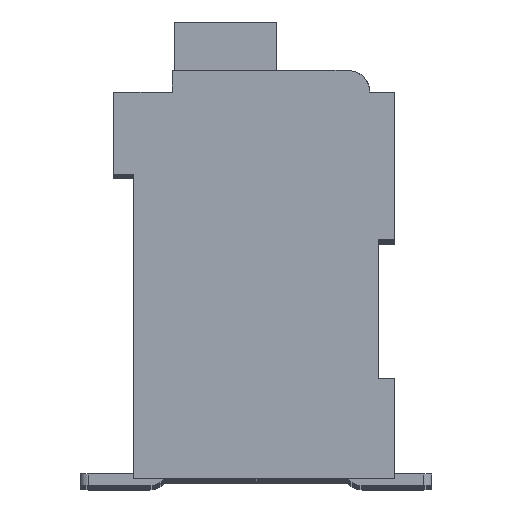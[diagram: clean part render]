
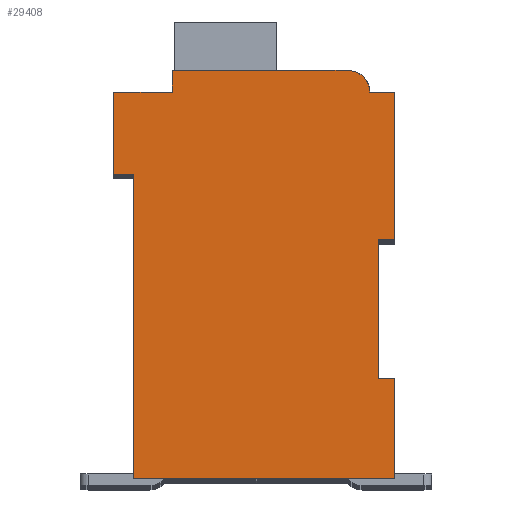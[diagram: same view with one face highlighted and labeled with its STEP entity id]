
A CAD part, top view. The second image highlights one B-rep face of the part: STEP entity #29408.
In plain terms, the highlighted planar face has unit normal (0, 0, 1).
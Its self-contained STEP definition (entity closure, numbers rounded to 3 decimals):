
#2834=DIRECTION('',(1.,0.,0.));
#2835=VECTOR('',#2834,0.5);
#2836=CARTESIAN_POINT('',(7.3,7.15,2.1));
#2837=LINE('',#2836,#2835);
#2838=DIRECTION('',(0.,1.,0.));
#2839=VECTOR('',#2838,4.15);
#2840=CARTESIAN_POINT('',(7.3,3.,2.1));
#2841=LINE('',#2840,#2839);
#2842=DIRECTION('',(-1.,0.,0.));
#2843=VECTOR('',#2842,0.5);
#2844=CARTESIAN_POINT('',(7.8,3.,2.1));
#2845=LINE('',#2844,#2843);
#2846=DIRECTION('',(0.,1.,0.));
#2847=VECTOR('',#2846,3.);
#2848=CARTESIAN_POINT('',(7.8,0.,2.1));
#2849=LINE('',#2848,#2847);
#2850=DIRECTION('',(1.,0.,0.));
#2851=VECTOR('',#2850,7.8);
#2852=CARTESIAN_POINT('',(0.,0.,2.1));
#2853=LINE('',#2852,#2851);
#2854=DIRECTION('',(0.,-1.,0.));
#2855=VECTOR('',#2854,9.1);
#2856=CARTESIAN_POINT('',(0.,9.1,2.1));
#2857=LINE('',#2856,#2855);
#2858=DIRECTION('',(1.,0.,0.));
#2859=VECTOR('',#2858,0.6);
#2860=CARTESIAN_POINT('',(-0.6,9.1,2.1));
#2861=LINE('',#2860,#2859);
#2862=DIRECTION('',(0.,-1.,0.));
#2863=VECTOR('',#2862,2.45);
#2864=CARTESIAN_POINT('',(-0.6,11.55,2.1));
#2865=LINE('',#2864,#2863);
#2866=DIRECTION('',(-1.,0.,0.));
#2867=VECTOR('',#2866,1.75);
#2868=CARTESIAN_POINT('',(1.15,11.55,2.1));
#2869=LINE('',#2868,#2867);
#2870=DIRECTION('',(0.,-1.,0.));
#2871=VECTOR('',#2870,0.65);
#2872=CARTESIAN_POINT('',(1.15,12.2,2.1));
#2873=LINE('',#2872,#2871);
#2874=DIRECTION('',(-1.,0.,0.));
#2875=VECTOR('',#2874,5.25);
#2876=CARTESIAN_POINT('',(6.4,12.2,2.1));
#2877=LINE('',#2876,#2875);
#2878=CARTESIAN_POINT('',(6.4,11.55,2.1));
#2879=DIRECTION('',(0.,0.,1.));
#2880=DIRECTION('',(1.,0.,0.));
#2881=AXIS2_PLACEMENT_3D('',#2878,#2879,#2880);
#2883=DIRECTION('',(-1.,0.,0.));
#2884=VECTOR('',#2883,0.75);
#2885=CARTESIAN_POINT('',(7.8,11.55,2.1));
#2886=LINE('',#2885,#2884);
#2887=DIRECTION('',(0.,1.,0.));
#2888=VECTOR('',#2887,4.4);
#2889=CARTESIAN_POINT('',(7.8,7.15,2.1));
#2890=LINE('',#2889,#2888);
#20539=CARTESIAN_POINT('',(7.3,7.15,2.1));
#20540=CARTESIAN_POINT('',(7.8,7.15,2.1));
#20541=VERTEX_POINT('',#20539);
#20542=VERTEX_POINT('',#20540);
#20543=CARTESIAN_POINT('',(7.8,11.55,2.1));
#20544=VERTEX_POINT('',#20543);
#20545=CARTESIAN_POINT('',(7.05,11.55,2.1));
#20546=VERTEX_POINT('',#20545);
#20547=CARTESIAN_POINT('',(6.4,12.2,2.1));
#20548=VERTEX_POINT('',#20547);
#20549=CARTESIAN_POINT('',(1.15,12.2,2.1));
#20550=VERTEX_POINT('',#20549);
#20551=CARTESIAN_POINT('',(1.15,11.55,2.1));
#20552=VERTEX_POINT('',#20551);
#20553=CARTESIAN_POINT('',(-0.6,11.55,2.1));
#20554=VERTEX_POINT('',#20553);
#20555=CARTESIAN_POINT('',(-0.6,9.1,2.1));
#20556=VERTEX_POINT('',#20555);
#20557=CARTESIAN_POINT('',(0.,9.1,2.1));
#20558=VERTEX_POINT('',#20557);
#20559=CARTESIAN_POINT('',(0.,0.,2.1));
#20560=VERTEX_POINT('',#20559);
#20561=CARTESIAN_POINT('',(7.8,0.,2.1));
#20562=VERTEX_POINT('',#20561);
#20563=CARTESIAN_POINT('',(7.8,3.,2.1));
#20564=VERTEX_POINT('',#20563);
#20565=CARTESIAN_POINT('',(7.3,3.,2.1));
#20566=VERTEX_POINT('',#20565);
#29378=CARTESIAN_POINT('',(0.,0.,2.1));
#29379=DIRECTION('',(0.,0.,1.));
#29380=DIRECTION('',(1.,0.,0.));
#29381=AXIS2_PLACEMENT_3D('',#29378,#29379,#29380);
#29382=PLANE('',#29381);
#29383=ORIENTED_EDGE('',*,*,#26948,.F.);
#29384=ORIENTED_EDGE('',*,*,#27957,.F.);
#29386=ORIENTED_EDGE('',*,*,#29385,.F.);
#29388=ORIENTED_EDGE('',*,*,#29387,.F.);
#29389=ORIENTED_EDGE('',*,*,#28513,.F.);
#29390=ORIENTED_EDGE('',*,*,#28326,.F.);
#29392=ORIENTED_EDGE('',*,*,#29391,.F.);
#29394=ORIENTED_EDGE('',*,*,#29393,.F.);
#29396=ORIENTED_EDGE('',*,*,#29395,.F.);
#29398=ORIENTED_EDGE('',*,*,#29397,.F.);
#29400=ORIENTED_EDGE('',*,*,#29399,.F.);
#29402=ORIENTED_EDGE('',*,*,#29401,.F.);
#29404=ORIENTED_EDGE('',*,*,#29403,.F.);
#29405=ORIENTED_EDGE('',*,*,#27493,.F.);
#29406=EDGE_LOOP('',(#29383,#29384,#29386,#29388,#29389,#29390,#29392,#29394,
#29396,#29398,#29400,#29402,#29404,#29405));
#29407=FACE_OUTER_BOUND('',#29406,.F.);
#2882=CIRCLE('',#2881,0.65);
#26948=EDGE_CURVE('',#20541,#20542,#2837,.T.);
#27493=EDGE_CURVE('',#20542,#20544,#2890,.T.);
#27957=EDGE_CURVE('',#20566,#20541,#2841,.T.);
#28326=EDGE_CURVE('',#20558,#20560,#2857,.T.);
#28513=EDGE_CURVE('',#20560,#20562,#2853,.T.);
#29385=EDGE_CURVE('',#20564,#20566,#2845,.T.);
#29387=EDGE_CURVE('',#20562,#20564,#2849,.T.);
#29391=EDGE_CURVE('',#20556,#20558,#2861,.T.);
#29393=EDGE_CURVE('',#20554,#20556,#2865,.T.);
#29395=EDGE_CURVE('',#20552,#20554,#2869,.T.);
#29397=EDGE_CURVE('',#20550,#20552,#2873,.T.);
#29399=EDGE_CURVE('',#20548,#20550,#2877,.T.);
#29401=EDGE_CURVE('',#20546,#20548,#2882,.T.);
#29403=EDGE_CURVE('',#20544,#20546,#2886,.T.);
#29408=ADVANCED_FACE('',(#29407),#29382,.T.);
